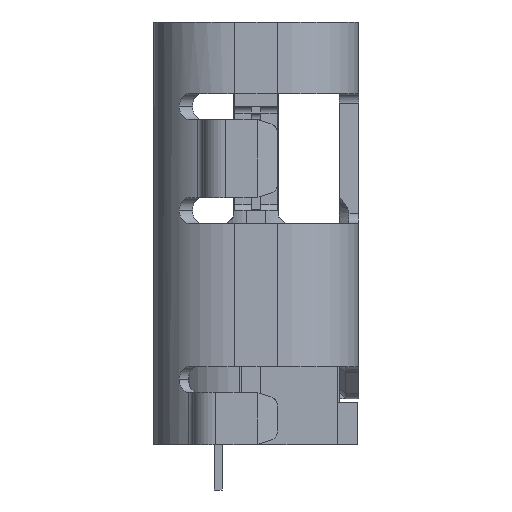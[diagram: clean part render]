
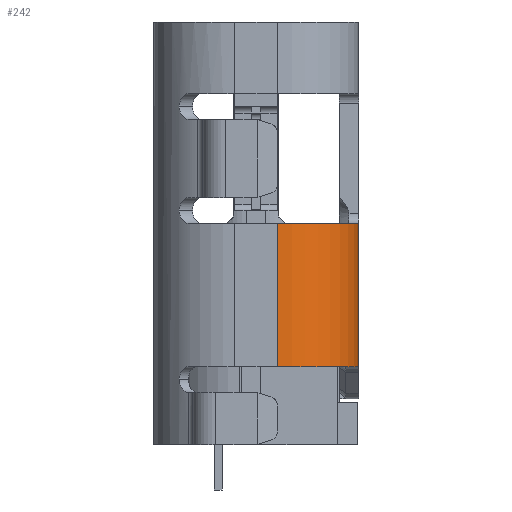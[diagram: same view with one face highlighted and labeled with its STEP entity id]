
A CAD part, left-side view. The second image highlights one B-rep face of the part: STEP entity #242.
In plain terms, the highlighted cylindrical face has radius 1.25 mm (diameter 2.5 mm), a partial arc.
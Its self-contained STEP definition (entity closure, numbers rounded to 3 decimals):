
#242 = ADVANCED_FACE ( 'NONE', ( #21418 ), #27031, .T. ) ;
#491 = LINE ( 'NONE', #12820, #22204 ) ;
#3559 = CARTESIAN_POINT ( 'NONE',  ( -4.47, -0.85, -3.2 ) ) ;
#4071 = VERTEX_POINT ( 'NONE', #3559 ) ;
#5131 = DIRECTION ( 'NONE',  ( -1., 0., 0. ) ) ;
#5231 = CARTESIAN_POINT ( 'NONE',  ( -3.22, -0.85, -1. ) ) ;
#5518 = CIRCLE ( 'NONE', #27217, 1.25 ) ;
#5787 = EDGE_LOOP ( 'NONE', ( #27247, #7910, #7558, #12553 ) ) ;
#6050 = EDGE_CURVE ( 'NONE', #11205, #27340, #5518, .T. ) ;
#6859 = CARTESIAN_POINT ( 'NONE',  ( -3.22, -2.1, -1. ) ) ;
#7513 = DIRECTION ( 'NONE',  ( 0., 0., -1. ) ) ;
#7558 = ORIENTED_EDGE ( 'NONE', *, *, #25037, .T. ) ;
#7704 = CARTESIAN_POINT ( 'NONE',  ( -4.47, -0.85, -1. ) ) ;
#7910 = ORIENTED_EDGE ( 'NONE', *, *, #6050, .T. ) ;
#8922 = CIRCLE ( 'NONE', #12897, 1.25 ) ;
#9811 = CARTESIAN_POINT ( 'NONE',  ( -3.22, -2.1, 2.1 ) ) ;
#10734 = DIRECTION ( 'NONE',  ( 0., 0., 1. ) ) ;
#11205 = VERTEX_POINT ( 'NONE', #6859 ) ;
#11439 = CARTESIAN_POINT ( 'NONE',  ( -3.22, -0.85, 2.1 ) ) ;
#12553 = ORIENTED_EDGE ( 'NONE', *, *, #27516, .T. ) ;
#12820 = CARTESIAN_POINT ( 'NONE',  ( -4.47, -0.85, 2.1 ) ) ;
#12897 = AXIS2_PLACEMENT_3D ( 'NONE', #25050, #10734, #27640 ) ;
#14037 = CARTESIAN_POINT ( 'NONE',  ( -3.22, -2.1, -3.2 ) ) ;
#17604 = DIRECTION ( 'NONE',  ( 0., 0., -1. ) ) ;
#18598 = VERTEX_POINT ( 'NONE', #14037 ) ;
#19765 = DIRECTION ( 'NONE',  ( 0., 0., -1. ) ) ;
#21418 = FACE_OUTER_BOUND ( 'NONE', #5787, .T. ) ;
#22204 = VECTOR ( 'NONE', #17604, 1000. ) ;
#25037 = EDGE_CURVE ( 'NONE', #27340, #4071, #491, .T. ) ;
#25050 = CARTESIAN_POINT ( 'NONE',  ( -3.22, -0.85, -3.2 ) ) ;
#25207 = LINE ( 'NONE', #9811, #27447 ) ;
#25861 = AXIS2_PLACEMENT_3D ( 'NONE', #11439, #30447, #30241 ) ;
#27031 = CYLINDRICAL_SURFACE ( 'NONE', #25861, 1.25 ) ;
#27217 = AXIS2_PLACEMENT_3D ( 'NONE', #5231, #19765, #5131 ) ;
#27247 = ORIENTED_EDGE ( 'NONE', *, *, #30729, .F. ) ;
#27340 = VERTEX_POINT ( 'NONE', #7704 ) ;
#27447 = VECTOR ( 'NONE', #7513, 1000. ) ;
#27516 = EDGE_CURVE ( 'NONE', #4071, #18598, #8922, .T. ) ;
#27640 = DIRECTION ( 'NONE',  ( 1., 0., 0. ) ) ;
#30241 = DIRECTION ( 'NONE',  ( 1., 0., 0. ) ) ;
#30447 = DIRECTION ( 'NONE',  ( 0., 0., -1. ) ) ;
#30729 = EDGE_CURVE ( 'NONE', #11205, #18598, #25207, .T. ) ;
